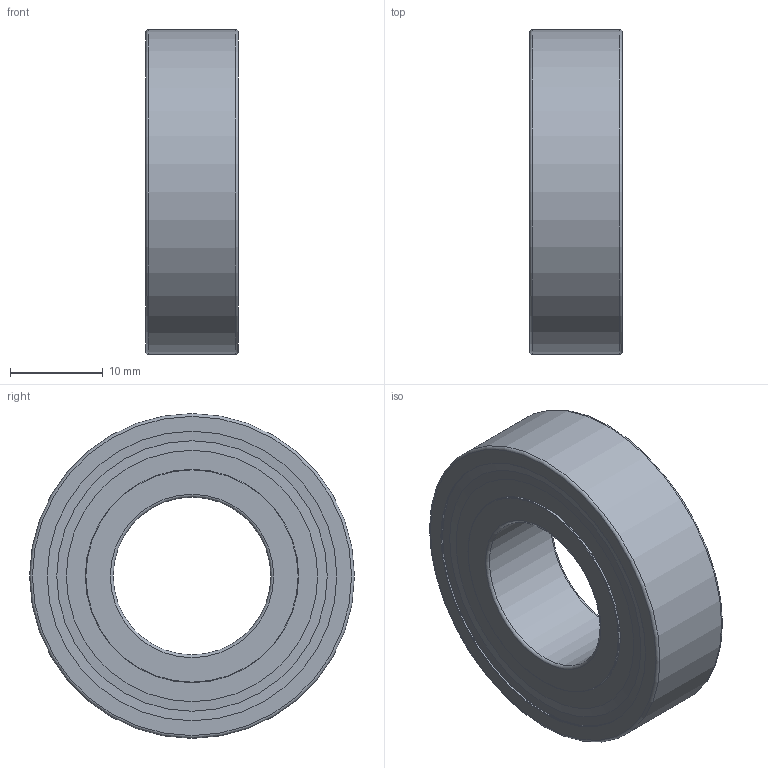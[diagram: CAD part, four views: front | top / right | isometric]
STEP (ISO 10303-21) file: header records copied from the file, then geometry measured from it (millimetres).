
FILE_DESCRIPTION(/* description */ ('STEP AP214'),/* implementation_level */ '2;1');
FILE_NAME(/* name */ 'SKF_6003-2Z',/* time_stamp */ '2022-08-05T11:28:56+02:00',/* author */ ('License CC BY-ND 4.0'),/* organization */ ('CADENAS'),/* preprocessor_version */ 'ST-DEVELOPER v18.102',/* originating_system */ 'PARTsolutions',/* authorisation */ ' ');
FILE_SCHEMA (('AUTOMOTIVE_DESIGN {1 0 10303 214 3 1 1}'));
Length unit declared in the file: millimetre
Products named in the file (5): SKF_6003-2Z; SKF_6003-2Z_PART4; SKF_6003-2Z_PART3; SKF_6003-2Z_PART2; SKF_6003-2Z_PART1
Assembly tree (22 placements, depth 2):
  SKF_6003-2Z
    SKF_6003-2Z_PART4  x10
    SKF_6003-2Z_PART3  x10
    SKF_6003-2Z_PART2
    SKF_6003-2Z_PART1
Bounding box: 10 x 35 x 35 mm (x, y, z)
Volume: 5013.4 mm3; surface area: 6398.6 mm2
Topology: 12 solids, 12 shells, 50 faces, 104 edges, 72 vertices
Faces by surface type: cylinder 12, sphere 10, torus 10, cone 10, plane 8
Full cylindrical faces by diameter (mm): 17 x1, 23 x4, 29.2 x2, 31.2 x4, 35 x1
Entity records: 1095 total; most frequent: DIRECTION 208, CARTESIAN_POINT 146, AXIS2_PLACEMENT_3D 104, FACE_BOUND 81, ORIENTED_EDGE 80, EDGE_LOOP 80, VERTEX_POINT 41, ADVANCED_FACE 41
